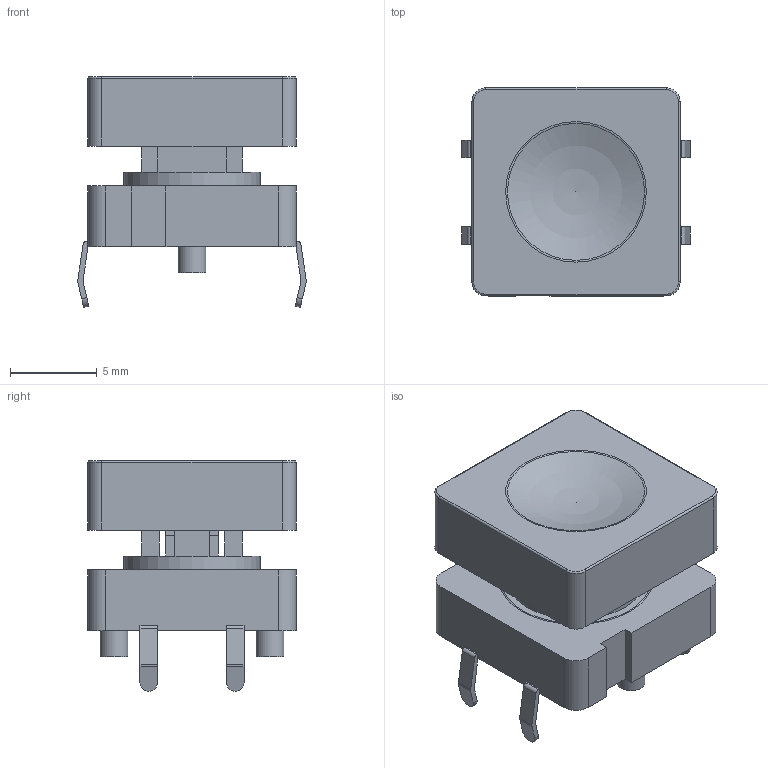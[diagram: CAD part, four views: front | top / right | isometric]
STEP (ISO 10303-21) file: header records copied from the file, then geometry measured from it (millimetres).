
FILE_DESCRIPTION(('FreeCAD Model'),'2;1');
FILE_NAME('Open CASCADE Shape Model','2023-03-05T17:48:28',( 'kicad StepUp'),('ksu MCAD'),'Open CASCADE STEP processor 7.6', 'FreeCAD','Unknown');
FILE_SCHEMA(('AUTOMOTIVE_DESIGN { 1 0 10303 214 1 1 1 1 }'));
Length unit declared in the file: millimetre
Products named in the file (1): KC-901TC_key_cover v6_sp
Bounding box: 13.19 x 12 x 13.3 mm (x, y, z)
Volume: 980.7 mm3; surface area: 1677 mm2
Topology: 2 solids, 2 shells, 156 faces, 415 edges, 269 vertices
Faces by surface type: plane 102, cylinder 47, torus 6, sphere 1
Full cylindrical faces by diameter (mm): 1.5 x1, 1.6 x2, 2 x1, 2.5 x1, 7.85 x1, 8.85 x1
Entity records: 6018 total; most frequent: CARTESIAN_POINT 840, DIRECTION 835, ORIENTED_EDGE 828, EDGE_CURVE 414, LINE 307, VECTOR 307, VERTEX_POINT 269, AXIS2_PLACEMENT_3D 264
